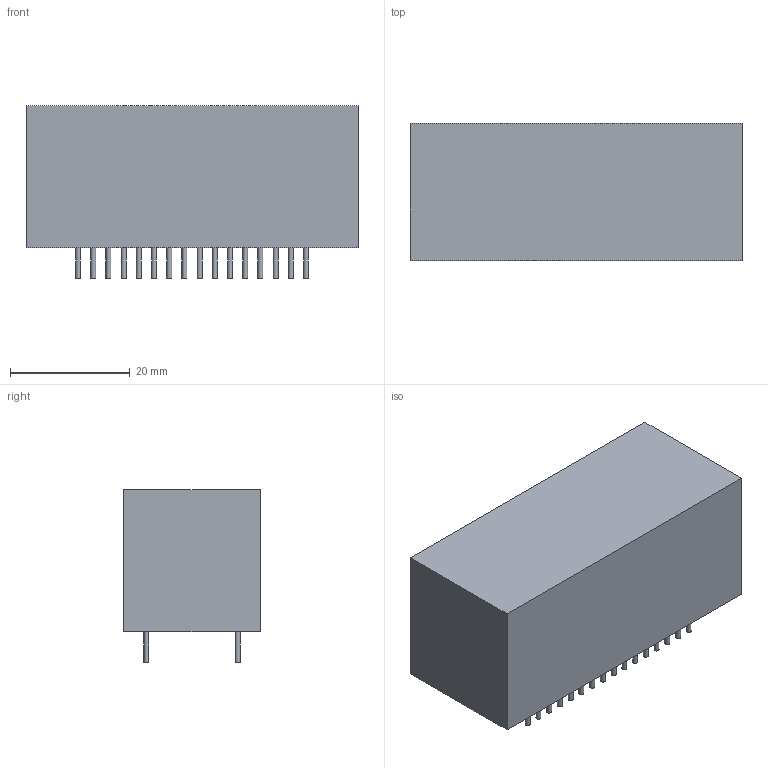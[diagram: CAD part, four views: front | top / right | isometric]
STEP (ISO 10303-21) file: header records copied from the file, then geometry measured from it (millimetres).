
FILE_DESCRIPTION(('FreeCAD Model'),'2;1');
FILE_NAME('2406993.1.3.stp','2023-03-18T07:23:59',( 'Author'),(''),'Open CASCADE STEP processor 6.9','FreeCAD','Unknown' );
FILE_SCHEMA(('AUTOMOTIVE_DESIGN { 1 0 10303 214 1 1 1 1 }'));
Length unit declared in the file: millimetre
Products named in the file (3): ASSEMBLY; Body; Leads
Assembly tree (2 placements, depth 2):
  ASSEMBLY
    Body
    Leads
Bounding box: 55.5 x 22.9 x 28.85 mm (x, y, z)
Volume: 30271.2 mm3; surface area: 6720.1 mm2
Topology: 33 solids, 33 shells, 102 faces, 108 edges, 72 vertices
Faces by surface type: plane 70, cylinder 32
Full cylindrical faces by diameter (mm): 0.82 x32
Entity records: 3603 total; most frequent: DIRECTION 598, CARTESIAN_POINT 501, ORIENTED_EDGE 216, PCURVE 216, DEFINITIONAL_REPRESENTATION 216, LINE 196, VECTOR 196, AXIS2_PLACEMENT_3D 169
